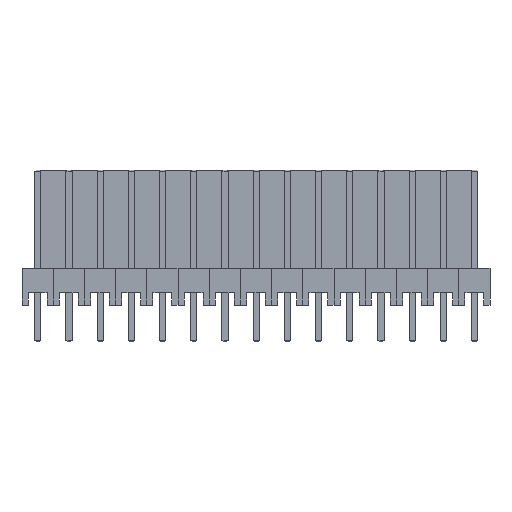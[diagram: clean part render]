
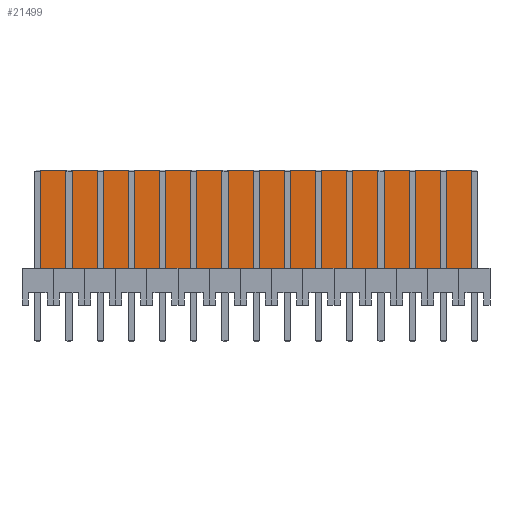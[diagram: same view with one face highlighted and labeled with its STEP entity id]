
A CAD part, front view. The second image highlights one B-rep face of the part: STEP entity #21499.
In plain terms, the highlighted face is planar.
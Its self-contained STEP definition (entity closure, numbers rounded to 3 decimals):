
#21149 = PLANE('',#21150);
#21150 = AXIS2_PLACEMENT_3D('',#21151,#21152,#21153);
#21151 = CARTESIAN_POINT('',(36.76,3.,0.));
#21152 = DIRECTION('',(-1.,0.,0.));
#21153 = DIRECTION('',(0.,1.,0.));
#21174 = VERTEX_POINT('',#21175);
#21175 = CARTESIAN_POINT('',(36.76,3.,1.));
#21189 = PLANE('',#21190);
#21190 = AXIS2_PLACEMENT_3D('',#21191,#21192,#21193);
#21191 = CARTESIAN_POINT('',(1.2,3.,0.));
#21192 = DIRECTION('',(0.,1.,0.));
#21193 = DIRECTION('',(1.,0.,0.));
#21201 = EDGE_CURVE('',#21174,#21202,#21204,.T.);
#21202 = VERTEX_POINT('',#21203);
#21203 = CARTESIAN_POINT('',(36.76,10.7,1.));
#21204 = SURFACE_CURVE('',#21205,(#21209,#21216),.PCURVE_S1.);
#21205 = LINE('',#21206,#21207);
#21206 = CARTESIAN_POINT('',(36.76,3.,1.));
#21207 = VECTOR('',#21208,1.);
#21208 = DIRECTION('',(0.,1.,0.));
#21209 = PCURVE('',#21149,#21210);
#21210 = DEFINITIONAL_REPRESENTATION('',(#21211),#21215);
#21211 = LINE('',#21212,#21213);
#21212 = CARTESIAN_POINT('',(0.,-1.));
#21213 = VECTOR('',#21214,1.);
#21214 = DIRECTION('',(1.,0.));
#21215 = ( GEOMETRIC_REPRESENTATION_CONTEXT(2) 
PARAMETRIC_REPRESENTATION_CONTEXT() REPRESENTATION_CONTEXT('2D SPACE',''
  ) );
#21216 = PCURVE('',#21217,#21222);
#21217 = PLANE('',#21218);
#21218 = AXIS2_PLACEMENT_3D('',#21219,#21220,#21221);
#21219 = CARTESIAN_POINT('',(36.76,3.,1.));
#21220 = DIRECTION('',(0.,0.,-1.));
#21221 = DIRECTION('',(0.,1.,0.));
#21222 = DEFINITIONAL_REPRESENTATION('',(#21223),#21227);
#21223 = LINE('',#21224,#21225);
#21224 = CARTESIAN_POINT('',(0.,0.));
#21225 = VECTOR('',#21226,1.);
#21226 = DIRECTION('',(1.,0.));
#21227 = ( GEOMETRIC_REPRESENTATION_CONTEXT(2) 
PARAMETRIC_REPRESENTATION_CONTEXT() REPRESENTATION_CONTEXT('2D SPACE',''
  ) );
#21243 = CYLINDRICAL_SURFACE('',#21244,0.3);
#21244 = AXIS2_PLACEMENT_3D('',#21245,#21246,#21247);
#21245 = CARTESIAN_POINT('',(36.46,10.7,0.));
#21246 = DIRECTION('',(0.,0.,1.));
#21247 = DIRECTION('',(1.,0.,-0.));
#21298 = PLANE('',#21299);
#21299 = AXIS2_PLACEMENT_3D('',#21300,#21301,#21302);
#21300 = CARTESIAN_POINT('',(1.2,11.,0.));
#21301 = DIRECTION('',(1.,0.,0.));
#21302 = DIRECTION('',(0.,-1.,0.));
#21331 = CYLINDRICAL_SURFACE('',#21332,0.3);
#21332 = AXIS2_PLACEMENT_3D('',#21333,#21334,#21335);
#21333 = CARTESIAN_POINT('',(1.5,10.7,0.));
#21334 = DIRECTION('',(0.,0.,1.));
#21335 = DIRECTION('',(-0.,1.,0.));
#21359 = PLANE('',#21360);
#21360 = AXIS2_PLACEMENT_3D('',#21361,#21362,#21363);
#21361 = CARTESIAN_POINT('',(36.76,11.,0.));
#21362 = DIRECTION('',(0.,-1.,0.));
#21363 = DIRECTION('',(-1.,0.,0.));
#21402 = VERTEX_POINT('',#21403);
#21403 = CARTESIAN_POINT('',(36.46,11.,1.));
#21424 = EDGE_CURVE('',#21202,#21402,#21425,.T.);
#21425 = SURFACE_CURVE('',#21426,(#21431,#21438),.PCURVE_S1.);
#21426 = CIRCLE('',#21427,0.3);
#21427 = AXIS2_PLACEMENT_3D('',#21428,#21429,#21430);
#21428 = CARTESIAN_POINT('',(36.46,10.7,1.));
#21429 = DIRECTION('',(0.,0.,1.));
#21430 = DIRECTION('',(0.,-1.,0.));
#21431 = PCURVE('',#21243,#21432);
#21432 = DEFINITIONAL_REPRESENTATION('',(#21433),#21437);
#21433 = LINE('',#21434,#21435);
#21434 = CARTESIAN_POINT('',(-1.571,1.));
#21435 = VECTOR('',#21436,1.);
#21436 = DIRECTION('',(1.,0.));
#21437 = ( GEOMETRIC_REPRESENTATION_CONTEXT(2) 
PARAMETRIC_REPRESENTATION_CONTEXT() REPRESENTATION_CONTEXT('2D SPACE',''
  ) );
#21438 = PCURVE('',#21217,#21439);
#21439 = DEFINITIONAL_REPRESENTATION('',(#21440),#21448);
#21440 = ( BOUNDED_CURVE() B_SPLINE_CURVE(2,(#21441,#21442,#21443,#21444
    ,#21445,#21446,#21447),.UNSPECIFIED.,.F.,.F.) 
B_SPLINE_CURVE_WITH_KNOTS((1,2,2,2,2,1),(-2.094,0.,
    2.094,4.189,6.283,8.378),
.UNSPECIFIED.) CURVE() GEOMETRIC_REPRESENTATION_ITEM() 
RATIONAL_B_SPLINE_CURVE((1.,0.5,1.,0.5,1.,0.5,1.)) REPRESENTATION_ITEM(
  '') );
#21441 = CARTESIAN_POINT('',(7.4,-0.3));
#21442 = CARTESIAN_POINT('',(7.4,0.22));
#21443 = CARTESIAN_POINT('',(7.85,-0.04));
#21444 = CARTESIAN_POINT('',(8.3,-0.3));
#21445 = CARTESIAN_POINT('',(7.85,-0.56));
#21446 = CARTESIAN_POINT('',(7.4,-0.82));
#21447 = CARTESIAN_POINT('',(7.4,-0.3));
#21448 = ( GEOMETRIC_REPRESENTATION_CONTEXT(2) 
PARAMETRIC_REPRESENTATION_CONTEXT() REPRESENTATION_CONTEXT('2D SPACE',''
  ) );
#21455 = VERTEX_POINT('',#21456);
#21456 = CARTESIAN_POINT('',(1.2,3.,1.));
#21477 = EDGE_CURVE('',#21455,#21174,#21478,.T.);
#21478 = SURFACE_CURVE('',#21479,(#21483,#21490),.PCURVE_S1.);
#21479 = LINE('',#21480,#21481);
#21480 = CARTESIAN_POINT('',(1.2,3.,1.));
#21481 = VECTOR('',#21482,1.);
#21482 = DIRECTION('',(1.,0.,0.));
#21483 = PCURVE('',#21189,#21484);
#21484 = DEFINITIONAL_REPRESENTATION('',(#21485),#21489);
#21485 = LINE('',#21486,#21487);
#21486 = CARTESIAN_POINT('',(0.,-1.));
#21487 = VECTOR('',#21488,1.);
#21488 = DIRECTION('',(1.,0.));
#21489 = ( GEOMETRIC_REPRESENTATION_CONTEXT(2) 
PARAMETRIC_REPRESENTATION_CONTEXT() REPRESENTATION_CONTEXT('2D SPACE',''
  ) );
#21490 = PCURVE('',#21217,#21491);
#21491 = DEFINITIONAL_REPRESENTATION('',(#21492),#21496);
#21492 = LINE('',#21493,#21494);
#21493 = CARTESIAN_POINT('',(0.,-35.56));
#21494 = VECTOR('',#21495,1.);
#21495 = DIRECTION('',(0.,1.));
#21496 = ( GEOMETRIC_REPRESENTATION_CONTEXT(2) 
PARAMETRIC_REPRESENTATION_CONTEXT() REPRESENTATION_CONTEXT('2D SPACE',''
  ) );
#21499 = ADVANCED_FACE('',(#21500),#21217,.F.);
#21500 = FACE_BOUND('',#21501,.F.);
#21501 = EDGE_LOOP('',(#21502,#21503,#21504,#21527,#21555,#21576));
#21502 = ORIENTED_EDGE('',*,*,#21201,.F.);
#21503 = ORIENTED_EDGE('',*,*,#21477,.F.);
#21504 = ORIENTED_EDGE('',*,*,#21505,.F.);
#21505 = EDGE_CURVE('',#21506,#21455,#21508,.T.);
#21506 = VERTEX_POINT('',#21507);
#21507 = CARTESIAN_POINT('',(1.2,10.7,1.));
#21508 = SURFACE_CURVE('',#21509,(#21513,#21520),.PCURVE_S1.);
#21509 = LINE('',#21510,#21511);
#21510 = CARTESIAN_POINT('',(1.2,11.,1.));
#21511 = VECTOR('',#21512,1.);
#21512 = DIRECTION('',(0.,-1.,0.));
#21513 = PCURVE('',#21217,#21514);
#21514 = DEFINITIONAL_REPRESENTATION('',(#21515),#21519);
#21515 = LINE('',#21516,#21517);
#21516 = CARTESIAN_POINT('',(8.,-35.56));
#21517 = VECTOR('',#21518,1.);
#21518 = DIRECTION('',(-1.,0.));
#21519 = ( GEOMETRIC_REPRESENTATION_CONTEXT(2) 
PARAMETRIC_REPRESENTATION_CONTEXT() REPRESENTATION_CONTEXT('2D SPACE',''
  ) );
#21520 = PCURVE('',#21298,#21521);
#21521 = DEFINITIONAL_REPRESENTATION('',(#21522),#21526);
#21522 = LINE('',#21523,#21524);
#21523 = CARTESIAN_POINT('',(0.,-1.));
#21524 = VECTOR('',#21525,1.);
#21525 = DIRECTION('',(1.,0.));
#21526 = ( GEOMETRIC_REPRESENTATION_CONTEXT(2) 
PARAMETRIC_REPRESENTATION_CONTEXT() REPRESENTATION_CONTEXT('2D SPACE',''
  ) );
#21527 = ORIENTED_EDGE('',*,*,#21528,.F.);
#21528 = EDGE_CURVE('',#21529,#21506,#21531,.T.);
#21529 = VERTEX_POINT('',#21530);
#21530 = CARTESIAN_POINT('',(1.5,11.,1.));
#21531 = SURFACE_CURVE('',#21532,(#21537,#21548),.PCURVE_S1.);
#21532 = CIRCLE('',#21533,0.3);
#21533 = AXIS2_PLACEMENT_3D('',#21534,#21535,#21536);
#21534 = CARTESIAN_POINT('',(1.5,10.7,1.));
#21535 = DIRECTION('',(0.,0.,1.));
#21536 = DIRECTION('',(0.,-1.,0.));
#21537 = PCURVE('',#21217,#21538);
#21538 = DEFINITIONAL_REPRESENTATION('',(#21539),#21547);
#21539 = ( BOUNDED_CURVE() B_SPLINE_CURVE(2,(#21540,#21541,#21542,#21543
    ,#21544,#21545,#21546),.UNSPECIFIED.,.F.,.F.) 
B_SPLINE_CURVE_WITH_KNOTS((1,2,2,2,2,1),(-2.094,0.,
    2.094,4.189,6.283,8.378),
.UNSPECIFIED.) CURVE() GEOMETRIC_REPRESENTATION_ITEM() 
RATIONAL_B_SPLINE_CURVE((1.,0.5,1.,0.5,1.,0.5,1.)) REPRESENTATION_ITEM(
  '') );
#21540 = CARTESIAN_POINT('',(7.4,-35.26));
#21541 = CARTESIAN_POINT('',(7.4,-34.74));
#21542 = CARTESIAN_POINT('',(7.85,-35.));
#21543 = CARTESIAN_POINT('',(8.3,-35.26));
#21544 = CARTESIAN_POINT('',(7.85,-35.52));
#21545 = CARTESIAN_POINT('',(7.4,-35.78));
#21546 = CARTESIAN_POINT('',(7.4,-35.26));
#21547 = ( GEOMETRIC_REPRESENTATION_CONTEXT(2) 
PARAMETRIC_REPRESENTATION_CONTEXT() REPRESENTATION_CONTEXT('2D SPACE',''
  ) );
#21548 = PCURVE('',#21331,#21549);
#21549 = DEFINITIONAL_REPRESENTATION('',(#21550),#21554);
#21550 = LINE('',#21551,#21552);
#21551 = CARTESIAN_POINT('',(-3.142,1.));
#21552 = VECTOR('',#21553,1.);
#21553 = DIRECTION('',(1.,0.));
#21554 = ( GEOMETRIC_REPRESENTATION_CONTEXT(2) 
PARAMETRIC_REPRESENTATION_CONTEXT() REPRESENTATION_CONTEXT('2D SPACE',''
  ) );
#21555 = ORIENTED_EDGE('',*,*,#21556,.F.);
#21556 = EDGE_CURVE('',#21402,#21529,#21557,.T.);
#21557 = SURFACE_CURVE('',#21558,(#21562,#21569),.PCURVE_S1.);
#21558 = LINE('',#21559,#21560);
#21559 = CARTESIAN_POINT('',(36.76,11.,1.));
#21560 = VECTOR('',#21561,1.);
#21561 = DIRECTION('',(-1.,0.,0.));
#21562 = PCURVE('',#21217,#21563);
#21563 = DEFINITIONAL_REPRESENTATION('',(#21564),#21568);
#21564 = LINE('',#21565,#21566);
#21565 = CARTESIAN_POINT('',(8.,0.));
#21566 = VECTOR('',#21567,1.);
#21567 = DIRECTION('',(0.,-1.));
#21568 = ( GEOMETRIC_REPRESENTATION_CONTEXT(2) 
PARAMETRIC_REPRESENTATION_CONTEXT() REPRESENTATION_CONTEXT('2D SPACE',''
  ) );
#21569 = PCURVE('',#21359,#21570);
#21570 = DEFINITIONAL_REPRESENTATION('',(#21571),#21575);
#21571 = LINE('',#21572,#21573);
#21572 = CARTESIAN_POINT('',(0.,-1.));
#21573 = VECTOR('',#21574,1.);
#21574 = DIRECTION('',(1.,0.));
#21575 = ( GEOMETRIC_REPRESENTATION_CONTEXT(2) 
PARAMETRIC_REPRESENTATION_CONTEXT() REPRESENTATION_CONTEXT('2D SPACE',''
  ) );
#21576 = ORIENTED_EDGE('',*,*,#21424,.F.);
